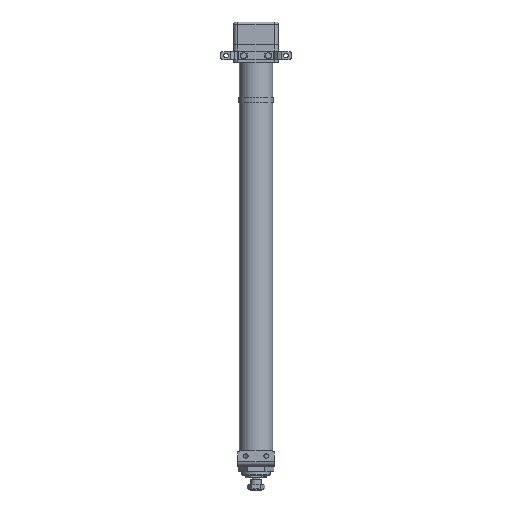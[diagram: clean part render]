
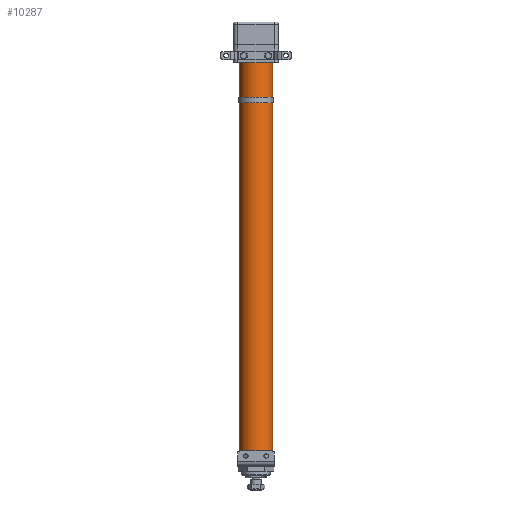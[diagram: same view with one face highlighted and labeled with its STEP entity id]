
A CAD part, front view. The second image highlights one B-rep face of the part: STEP entity #10287.
In plain terms, the highlighted cylindrical face has radius 26 mm (diameter 52 mm), a full revolution.
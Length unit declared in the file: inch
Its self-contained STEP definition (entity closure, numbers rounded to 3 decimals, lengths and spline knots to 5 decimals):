
#14 = DIRECTION ( 'NONE',  ( 0., 0., 1. ) ) ;
#167 = CARTESIAN_POINT ( 'NONE',  ( 0., 0., -24.6485 ) ) ;
#477 = AXIS2_PLACEMENT_3D ( 'NONE', #14140, #9457, #16425 ) ;
#2857 = EDGE_LOOP ( 'NONE', ( #26500 ) ) ;
#2864 = AXIS2_PLACEMENT_3D ( 'NONE', #17078, #15103, #14949 ) ;
#3663 = CIRCLE ( 'NONE', #13266, 1.02362 ) ;
#6156 = EDGE_LOOP ( 'NONE', ( #12069 ) ) ;
#6751 = VERTEX_POINT ( 'NONE', #25354 ) ;
#9457 = DIRECTION ( 'NONE',  ( 0., 0., 1. ) ) ;
#10287 = ADVANCED_FACE ( 'NONE', ( #23743, #19359 ), #17375, .T. ) ;
#10804 = VERTEX_POINT ( 'NONE', #20336 ) ;
#12069 = ORIENTED_EDGE ( 'NONE', *, *, #28485, .F. ) ;
#13266 = AXIS2_PLACEMENT_3D ( 'NONE', #167, #14, #25250 ) ;
#14140 = CARTESIAN_POINT ( 'NONE',  ( 0., 0., 0. ) ) ;
#14949 = DIRECTION ( 'NONE',  ( -1., 0., 0. ) ) ;
#15103 = DIRECTION ( 'NONE',  ( 0., 0., -1. ) ) ;
#16425 = DIRECTION ( 'NONE',  ( 1., 0., 0. ) ) ;
#17078 = CARTESIAN_POINT ( 'NONE',  ( 0., 0., 0. ) ) ;
#17336 = CIRCLE ( 'NONE', #477, 1.02362 ) ;
#17375 = CYLINDRICAL_SURFACE ( 'NONE', #2864, 1.02362 ) ;
#19359 = FACE_OUTER_BOUND ( 'NONE', #2857, .T. ) ;
#20336 = CARTESIAN_POINT ( 'NONE',  ( 1.02362, 0., -24.6485 ) ) ;
#20937 = EDGE_CURVE ( 'NONE', #10804, #10804, #3663, .T. ) ;
#23743 = FACE_OUTER_BOUND ( 'NONE', #6156, .T. ) ;
#25250 = DIRECTION ( 'NONE',  ( 1., 0., 0. ) ) ;
#25354 = CARTESIAN_POINT ( 'NONE',  ( 1.02362, 0., 0. ) ) ;
#26500 = ORIENTED_EDGE ( 'NONE', *, *, #20937, .T. ) ;
#28485 = EDGE_CURVE ( 'NONE', #6751, #6751, #17336, .T. ) ;
